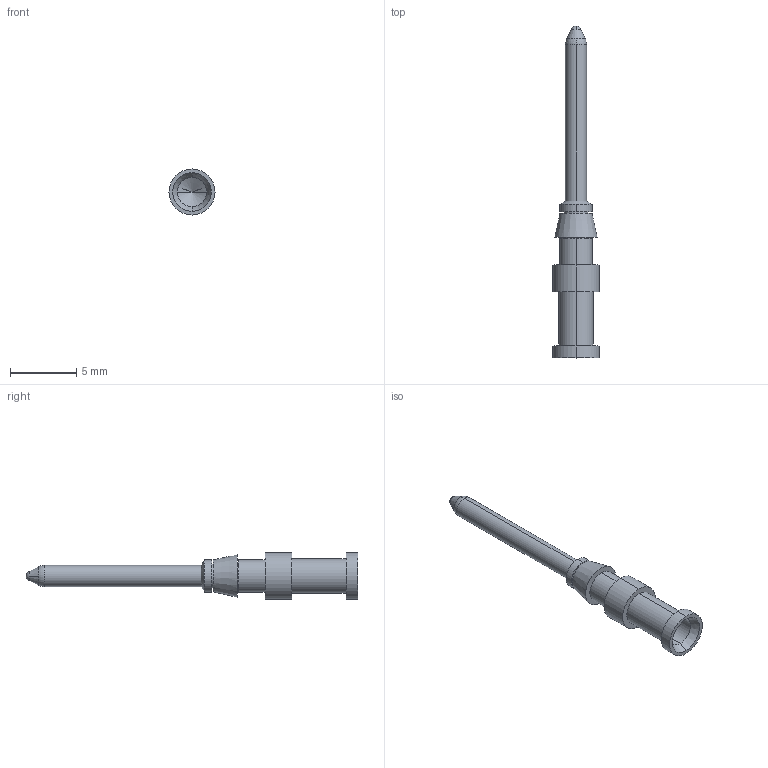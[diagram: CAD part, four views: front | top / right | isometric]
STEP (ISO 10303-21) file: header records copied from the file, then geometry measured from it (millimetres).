
FILE_DESCRIPTION(('Creo Elements/Direct Modeling STEP Export'),'2;1');
FILE_NAME('0ln7uvk48h6us992188','2017-01-02T13:59:35',(''),(''),'PTC Creo Elements/Direct Modeling STEP processor for AP214 (Solid Model)','PTC Creo Elements/Direct Modeling 19.0E 27-Jun-2016 (C) Parametric Technology GmbH','');
FILE_SCHEMA(('AUTOMOTIVE_DESIGN { 1 0 10303 214 1 1 1 1 }'));
Length unit declared in the file: millimetre
Products named in the file (1): RDM2D_2.5
Bounding box: 3.47 x 25 x 3.47 mm (x, y, z)
Volume: 67.3 mm3; surface area: 260 mm2
Topology: 1 solids, 1 shells, 39 faces, 95 edges, 60 vertices
Faces by surface type: cylinder 16, plane 10, cone 9, sphere 2, torus 2
Entity records: 1337 total; most frequent: CARTESIAN_POINT 182, ORIENTED_EDGE 182, DIRECTION 162, EDGE_CURVE 91, AXIS2_PLACEMENT_3D 66, VERTEX_POINT 60, EDGE_LOOP 45, COLOUR_RGB 40
